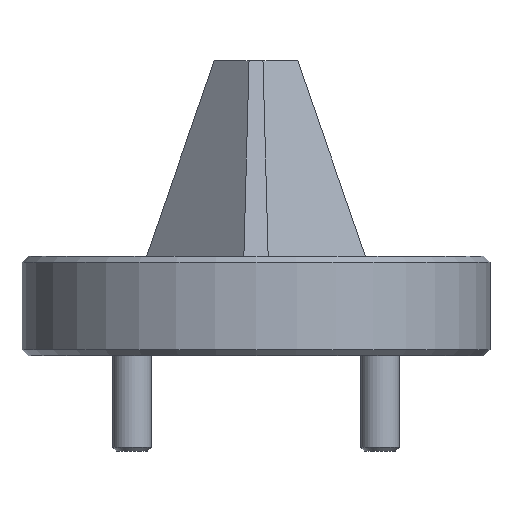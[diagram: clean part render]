
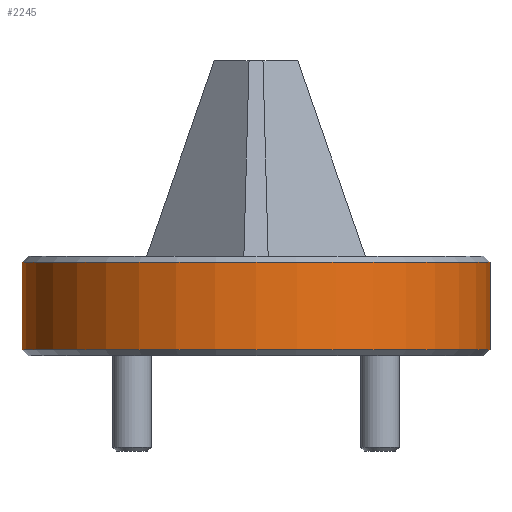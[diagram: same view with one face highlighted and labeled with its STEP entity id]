
A CAD part, front view. The second image highlights one B-rep face of the part: STEP entity #2245.
In plain terms, the highlighted cylindrical face has radius 9.525 mm (diameter 19.05 mm), a partial arc.
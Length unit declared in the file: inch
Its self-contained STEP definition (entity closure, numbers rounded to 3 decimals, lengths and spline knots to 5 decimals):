
#21 = DIRECTION ( 'NONE',  ( 1., 0., 0. ) ) ;
#52 = CARTESIAN_POINT ( 'NONE',  ( -2.00385, 0.52784, 1.2838 ) ) ;
#134 = ORIENTED_EDGE ( 'NONE', *, *, #2230, .F. ) ;
#186 = DIRECTION ( 'NONE',  ( 0., 0., -1. ) ) ;
#246 = DIRECTION ( 'NONE',  ( -1., 0., 0. ) ) ;
#265 = VECTOR ( 'NONE', #2124, 39.37008 ) ;
#278 = LINE ( 'NONE', #1432, #283 ) ;
#283 = VECTOR ( 'NONE', #1133, 39.37008 ) ;
#350 = LINE ( 'NONE', #1210, #265 ) ;
#532 = ORIENTED_EDGE ( 'NONE', *, *, #1388, .T. ) ;
#677 = CARTESIAN_POINT ( 'NONE',  ( -2.37885, 0.52784, 1.1338 ) ) ;
#705 = ORIENTED_EDGE ( 'NONE', *, *, #2765, .T. ) ;
#1075 = AXIS2_PLACEMENT_3D ( 'NONE', #2051, #1628, #21 ) ;
#1089 = DIRECTION ( 'NONE',  ( 1., 0., 0. ) ) ;
#1133 = DIRECTION ( 'NONE',  ( 0., 0., -1. ) ) ;
#1178 = FACE_OUTER_BOUND ( 'NONE', #2752, .T. ) ;
#1210 = CARTESIAN_POINT ( 'NONE',  ( -2.37885, 0.52784, 1.2838 ) ) ;
#1271 = AXIS2_PLACEMENT_3D ( 'NONE', #1559, #186, #1089 ) ;
#1388 = EDGE_CURVE ( 'NONE', #1529, #2697, #350, .T. ) ;
#1432 = CARTESIAN_POINT ( 'NONE',  ( -1.62885, 0.52784, 1.2838 ) ) ;
#1529 = VERTEX_POINT ( 'NONE', #2436 ) ;
#1555 = ORIENTED_EDGE ( 'NONE', *, *, #2601, .T. ) ;
#1559 = CARTESIAN_POINT ( 'NONE',  ( -2.00385, 0.52784, 1.2738 ) ) ;
#1628 = DIRECTION ( 'NONE',  ( 0., 0., 1. ) ) ;
#1641 = CIRCLE ( 'NONE', #1271, 0.375 ) ;
#1826 = CYLINDRICAL_SURFACE ( 'NONE', #2683, 0.375 ) ;
#1878 = CARTESIAN_POINT ( 'NONE',  ( -1.62885, 0.52784, 1.2738 ) ) ;
#1880 = CIRCLE ( 'NONE', #1075, 0.375 ) ;
#1947 = VERTEX_POINT ( 'NONE', #1878 ) ;
#2051 = CARTESIAN_POINT ( 'NONE',  ( -2.00385, 0.52784, 1.1338 ) ) ;
#2124 = DIRECTION ( 'NONE',  ( 0., 0., -1. ) ) ;
#2230 = EDGE_CURVE ( 'NONE', #1947, #2767, #278, .T. ) ;
#2245 = ADVANCED_FACE ( 'NONE', ( #1178 ), #1826, .T. ) ;
#2436 = CARTESIAN_POINT ( 'NONE',  ( -2.37885, 0.52784, 1.2738 ) ) ;
#2519 = DIRECTION ( 'NONE',  ( 0., 0., -1. ) ) ;
#2531 = CARTESIAN_POINT ( 'NONE',  ( -1.62885, 0.52784, 1.1338 ) ) ;
#2601 = EDGE_CURVE ( 'NONE', #1947, #1529, #1641, .T. ) ;
#2683 = AXIS2_PLACEMENT_3D ( 'NONE', #52, #2519, #246 ) ;
#2697 = VERTEX_POINT ( 'NONE', #677 ) ;
#2752 = EDGE_LOOP ( 'NONE', ( #134, #1555, #532, #705 ) ) ;
#2765 = EDGE_CURVE ( 'NONE', #2697, #2767, #1880, .T. ) ;
#2767 = VERTEX_POINT ( 'NONE', #2531 ) ;
